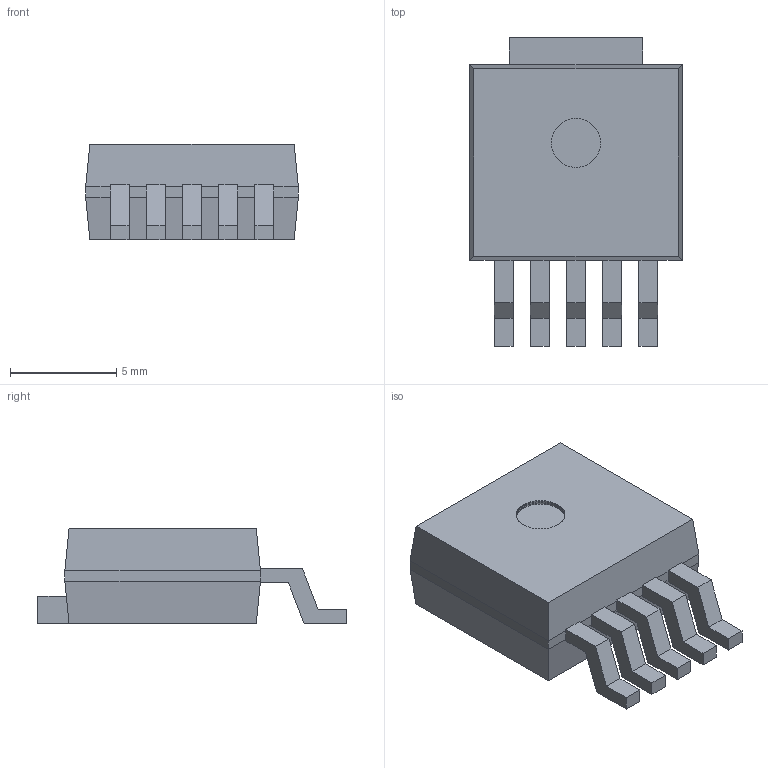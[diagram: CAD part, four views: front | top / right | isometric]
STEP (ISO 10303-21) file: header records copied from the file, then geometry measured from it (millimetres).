
FILE_DESCRIPTION(('FreeCAD Model'),'2;1');
FILE_NAME('TO-263-5.step', '2020-09-18T19:33:09',('Author'),(''), 'Open CASCADE STEP processor 7.4','FreeCAD','Unknown');
FILE_SCHEMA(('AUTOMOTIVE_DESIGN { 1 0 10303 214 1 1 1 1 }'));
Length unit declared in the file: millimetre
Products named in the file (1): union
Bounding box: 10 x 14.5 x 4.51 mm (x, y, z)
Volume: 427.2 mm3; surface area: 450.6 mm2
Topology: 1 solids, 1 shells, 181 faces, 506 edges, 328 vertices
Faces by surface type: plane 181
Entity records: 6937 total; most frequent: CARTESIAN_POINT 1016, ORIENTED_EDGE 1012, DIRECTION 870, EDGE_CURVE 506, LINE 506, VECTOR 506, VERTEX_POINT 328, AXIS2_PLACEMENT_3D 182
